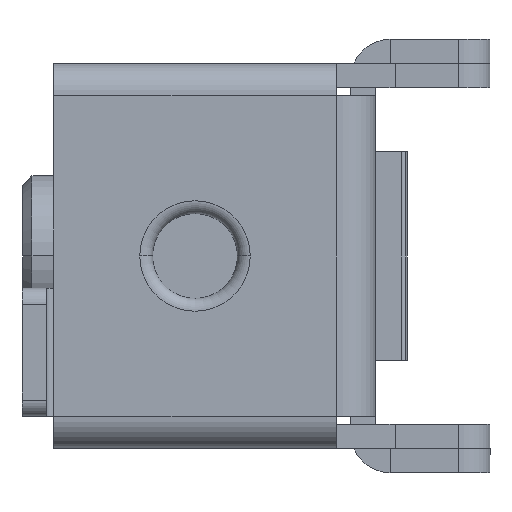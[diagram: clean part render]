
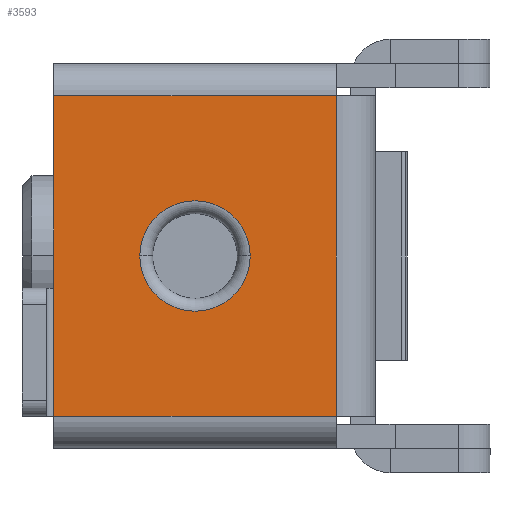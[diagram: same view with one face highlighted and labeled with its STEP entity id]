
A CAD part, left-side view. The second image highlights one B-rep face of the part: STEP entity #3593.
In plain terms, the highlighted face is planar.
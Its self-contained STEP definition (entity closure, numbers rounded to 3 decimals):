
#324 = CARTESIAN_POINT ( 'NONE',  ( 7.944, 0., 6.985 ) ) ;
#442 = PLANE ( 'NONE',  #2749 ) ;
#470 = FACE_OUTER_BOUND ( 'NONE', #4518, .T. ) ;
#495 = VERTEX_POINT ( 'NONE', #4627 ) ;
#508 = DIRECTION ( 'NONE',  ( 0., 0., -1. ) ) ;
#552 = VECTOR ( 'NONE', #4483, 1000. ) ;
#599 = EDGE_CURVE ( 'NONE', #2585, #747, #4790, .T. ) ;
#661 = ORIENTED_EDGE ( 'NONE', *, *, #2388, .T. ) ;
#747 = VERTEX_POINT ( 'NONE', #324 ) ;
#978 = ORIENTED_EDGE ( 'NONE', *, *, #4232, .T. ) ;
#1017 = CARTESIAN_POINT ( 'NONE',  ( -7.944, 0., -6.985 ) ) ;
#1077 = AXIS2_PLACEMENT_3D ( 'NONE', #2294, #4630, #1902 ) ;
#1086 = LINE ( 'NONE', #1017, #1625 ) ;
#1121 = ORIENTED_EDGE ( 'NONE', *, *, #3973, .T. ) ;
#1140 = VERTEX_POINT ( 'NONE', #3883 ) ;
#1422 = CARTESIAN_POINT ( 'NONE',  ( 0., 0., 2.735 ) ) ;
#1524 = CARTESIAN_POINT ( 'NONE',  ( -7.944, 0., -6.985 ) ) ;
#1625 = VECTOR ( 'NONE', #2942, 1000. ) ;
#1629 = CARTESIAN_POINT ( 'NONE',  ( 9.525, 0., -6.985 ) ) ;
#1731 = DIRECTION ( 'NONE',  ( -1., 0., 0. ) ) ;
#1902 = DIRECTION ( 'NONE',  ( 0., 0., 1. ) ) ;
#1908 = DIRECTION ( 'NONE',  ( 0., 0., 1. ) ) ;
#1935 = CARTESIAN_POINT ( 'NONE',  ( -7.944, 0., 6.985 ) ) ;
#1961 = CARTESIAN_POINT ( 'NONE',  ( 0., 0., 0. ) ) ;
#2175 = AXIS2_PLACEMENT_3D ( 'NONE', #4039, #3317, #3705 ) ;
#2182 = CARTESIAN_POINT ( 'NONE',  ( 0., 0., -2.735 ) ) ;
#2294 = CARTESIAN_POINT ( 'NONE',  ( 0., 0., 0. ) ) ;
#2361 = VERTEX_POINT ( 'NONE', #3726 ) ;
#2388 = EDGE_CURVE ( 'NONE', #3026, #2458, #4640, .T. ) ;
#2425 = EDGE_CURVE ( 'NONE', #495, #2361, #1086, .T. ) ;
#2458 = VERTEX_POINT ( 'NONE', #2182 ) ;
#2577 = CIRCLE ( 'NONE', #1077, 2.735 ) ;
#2585 = VERTEX_POINT ( 'NONE', #1935 ) ;
#2647 = LINE ( 'NONE', #1524, #3220 ) ;
#2749 = AXIS2_PLACEMENT_3D ( 'NONE', #1961, #3463, #1908 ) ;
#2801 = VECTOR ( 'NONE', #508, 1000. ) ;
#2839 = LINE ( 'NONE', #1629, #4478 ) ;
#2848 = ORIENTED_EDGE ( 'NONE', *, *, #2425, .F. ) ;
#2942 = DIRECTION ( 'NONE',  ( 1., 0., 0. ) ) ;
#2944 = CARTESIAN_POINT ( 'NONE',  ( 9.525, 0., 6.985 ) ) ;
#3026 = VERTEX_POINT ( 'NONE', #1422 ) ;
#3036 = DIRECTION ( 'NONE',  ( 0., 0., 1. ) ) ;
#3186 = LINE ( 'NONE', #3899, #2801 ) ;
#3220 = VECTOR ( 'NONE', #3036, 1000. ) ;
#3317 = DIRECTION ( 'NONE',  ( 0., -1., 0. ) ) ;
#3328 = ORIENTED_EDGE ( 'NONE', *, *, #3621, .T. ) ;
#3435 = FACE_BOUND ( 'NONE', #3909, .T. ) ;
#3463 = DIRECTION ( 'NONE',  ( 0., 1., 0. ) ) ;
#3540 = ORIENTED_EDGE ( 'NONE', *, *, #599, .T. ) ;
#3593 = ADVANCED_FACE ( 'NONE', ( #3435, #470 ), #442, .T. ) ;
#3621 = EDGE_CURVE ( 'NONE', #495, #2585, #2647, .T. ) ;
#3705 = DIRECTION ( 'NONE',  ( 0., 0., 1. ) ) ;
#3726 = CARTESIAN_POINT ( 'NONE',  ( -1.594, 0., -6.985 ) ) ;
#3883 = CARTESIAN_POINT ( 'NONE',  ( 7.944, 0., -6.985 ) ) ;
#3891 = ORIENTED_EDGE ( 'NONE', *, *, #4669, .T. ) ;
#3899 = CARTESIAN_POINT ( 'NONE',  ( 7.944, 0., 6.985 ) ) ;
#3909 = EDGE_LOOP ( 'NONE', ( #661, #1121 ) ) ;
#3973 = EDGE_CURVE ( 'NONE', #2458, #3026, #2577, .T. ) ;
#4039 = CARTESIAN_POINT ( 'NONE',  ( 0., 0., 0. ) ) ;
#4232 = EDGE_CURVE ( 'NONE', #1140, #2361, #2839, .T. ) ;
#4478 = VECTOR ( 'NONE', #1731, 1000. ) ;
#4483 = DIRECTION ( 'NONE',  ( 1., 0., 0. ) ) ;
#4518 = EDGE_LOOP ( 'NONE', ( #3540, #3891, #978, #2848, #3328 ) ) ;
#4627 = CARTESIAN_POINT ( 'NONE',  ( -7.944, 0., -6.985 ) ) ;
#4630 = DIRECTION ( 'NONE',  ( 0., -1., 0. ) ) ;
#4640 = CIRCLE ( 'NONE', #2175, 2.735 ) ;
#4669 = EDGE_CURVE ( 'NONE', #747, #1140, #3186, .T. ) ;
#4790 = LINE ( 'NONE', #2944, #552 ) ;
